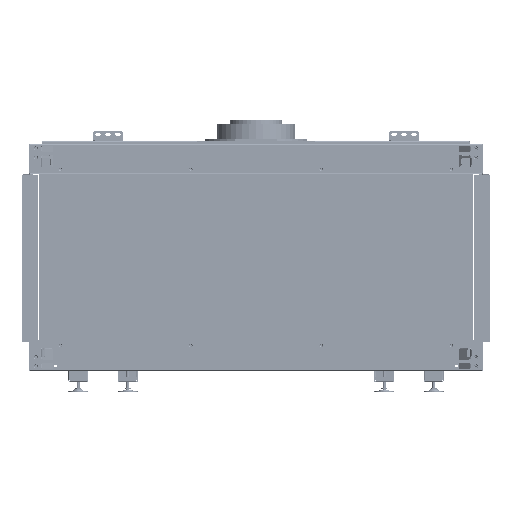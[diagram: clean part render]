
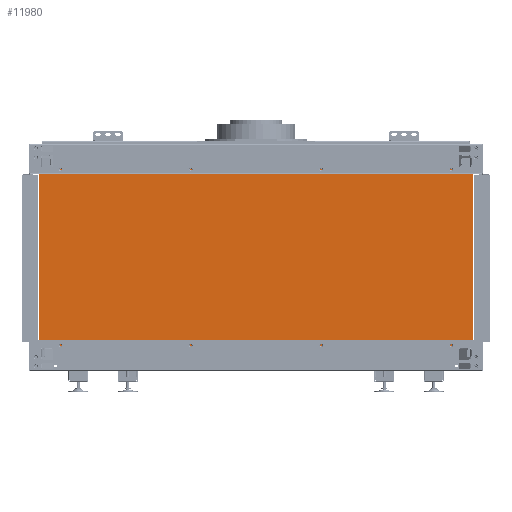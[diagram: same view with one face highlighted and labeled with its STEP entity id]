
A CAD part, top view. The second image highlights one B-rep face of the part: STEP entity #11980.
In plain terms, the highlighted planar face has unit normal (0, 0, 1).
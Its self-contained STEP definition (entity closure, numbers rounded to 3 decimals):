
#9128 = CARTESIAN_POINT ( 'NONE',  ( 550., -225., 5. ) ) ;
#9409 = ORIENTED_EDGE ( 'NONE', *, *, #62503, .T. ) ;
#11967 = CARTESIAN_POINT ( 'NONE',  ( 550., -225., 5. ) ) ;
#11980 = ADVANCED_FACE ( 'NONE', ( #58893 ), #35115, .F. ) ;
#14522 = EDGE_CURVE ( 'NONE', #49715, #94741, #78268, .T. ) ;
#16925 = EDGE_LOOP ( 'NONE', ( #27877, #9409, #89067, #51680 ) ) ;
#19912 = EDGE_CURVE ( 'NONE', #36747, #49715, #43834, .T. ) ;
#21493 = VECTOR ( 'NONE', #44353, 1000. ) ;
#27877 = ORIENTED_EDGE ( 'NONE', *, *, #87027, .T. ) ;
#30391 = CARTESIAN_POINT ( 'NONE',  ( 550., 225., 5. ) ) ;
#31160 = CARTESIAN_POINT ( 'NONE',  ( 550., 225., 5. ) ) ;
#31367 = DIRECTION ( 'NONE',  ( -1., 0., 0. ) ) ;
#32306 = DIRECTION ( 'NONE',  ( 1., 0., 0. ) ) ;
#33352 = CARTESIAN_POINT ( 'NONE',  ( 550., 225., 5. ) ) ;
#35115 = PLANE ( 'NONE',  #60118 ) ;
#36747 = VERTEX_POINT ( 'NONE', #38157 ) ;
#38157 = CARTESIAN_POINT ( 'NONE',  ( -550., 225., 5. ) ) ;
#43834 = LINE ( 'NONE', #74657, #21493 ) ;
#44353 = DIRECTION ( 'NONE',  ( 0., -1., 0. ) ) ;
#44767 = VERTEX_POINT ( 'NONE', #31160 ) ;
#45052 = DIRECTION ( 'NONE',  ( 0., 1., 0. ) ) ;
#45540 = VECTOR ( 'NONE', #45052, 1000. ) ;
#49715 = VERTEX_POINT ( 'NONE', #51200 ) ;
#51200 = CARTESIAN_POINT ( 'NONE',  ( -550., -225., 5. ) ) ;
#51680 = ORIENTED_EDGE ( 'NONE', *, *, #14522, .T. ) ;
#53147 = LINE ( 'NONE', #30391, #45540 ) ;
#58893 = FACE_OUTER_BOUND ( 'NONE', #16925, .T. ) ;
#60118 = AXIS2_PLACEMENT_3D ( 'NONE', #64932, #97758, #87670 ) ;
#62503 = EDGE_CURVE ( 'NONE', #44767, #36747, #79297, .T. ) ;
#64932 = CARTESIAN_POINT ( 'NONE',  ( 550., -225., 5. ) ) ;
#74657 = CARTESIAN_POINT ( 'NONE',  ( -550., 225., 5. ) ) ;
#78268 = LINE ( 'NONE', #9128, #97684 ) ;
#79297 = LINE ( 'NONE', #33352, #86056 ) ;
#86056 = VECTOR ( 'NONE', #31367, 1000. ) ;
#87027 = EDGE_CURVE ( 'NONE', #94741, #44767, #53147, .T. ) ;
#87670 = DIRECTION ( 'NONE',  ( -1., 0., 0. ) ) ;
#89067 = ORIENTED_EDGE ( 'NONE', *, *, #19912, .T. ) ;
#94741 = VERTEX_POINT ( 'NONE', #11967 ) ;
#97684 = VECTOR ( 'NONE', #32306, 1000. ) ;
#97758 = DIRECTION ( 'NONE',  ( 0., 0., -1. ) ) ;
